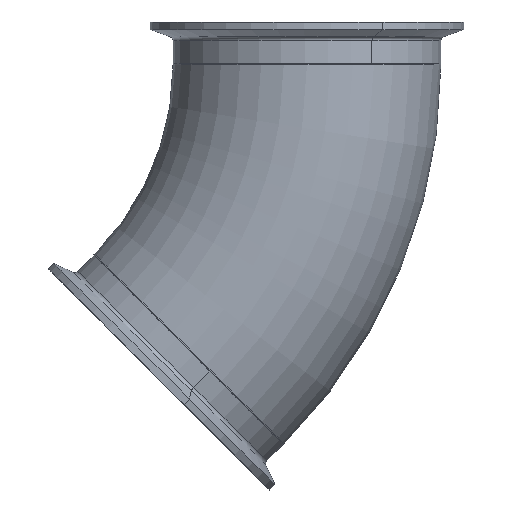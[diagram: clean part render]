
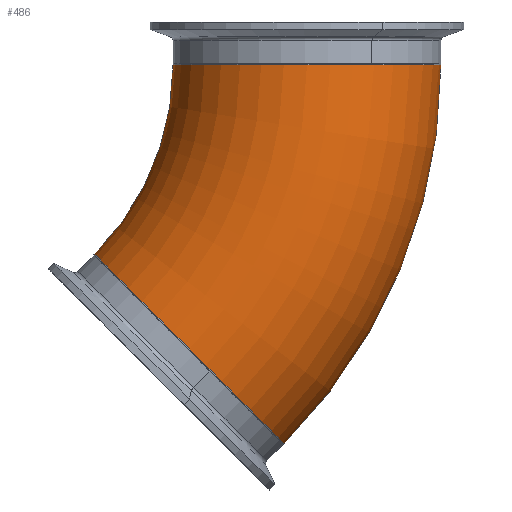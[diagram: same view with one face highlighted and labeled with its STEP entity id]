
A CAD part, front view. The second image highlights one B-rep face of the part: STEP entity #486.
In plain terms, the highlighted toroidal (fillet/blend) face has major radius 152.4 mm and minor radius 50.8 mm.
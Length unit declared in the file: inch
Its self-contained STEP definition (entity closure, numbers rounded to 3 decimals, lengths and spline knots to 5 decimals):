
#3 = DIRECTION ( 'NONE',  ( 0., -1., 0. ) ) ;
#102 = CIRCLE ( 'NONE', #597, 8. ) ;
#125 = CARTESIAN_POINT ( 'NONE',  ( 2.82843, 0., -2.82843 ) ) ;
#128 = CARTESIAN_POINT ( 'NONE',  ( 8., 0., 0. ) ) ;
#133 = DIRECTION ( 'NONE',  ( 1., 0., 0. ) ) ;
#141 = AXIS2_PLACEMENT_3D ( 'NONE', #947, #673, #382 ) ;
#146 = AXIS2_PLACEMENT_3D ( 'NONE', #202, #482, #212 ) ;
#181 = DIRECTION ( 'NONE',  ( 1., 0., 0. ) ) ;
#202 = CARTESIAN_POINT ( 'NONE',  ( 0., 0., 0. ) ) ;
#212 = DIRECTION ( 'NONE',  ( 1., 0., 0. ) ) ;
#221 = CIRCLE ( 'NONE', #146, 4. ) ;
#253 = ORIENTED_EDGE ( 'NONE', *, *, #989, .F. ) ;
#335 = AXIS2_PLACEMENT_3D ( 'NONE', #1063, #417, #133 ) ;
#368 = VERTEX_POINT ( 'NONE', #1131 ) ;
#376 = CARTESIAN_POINT ( 'NONE',  ( 0., 0., 0. ) ) ;
#382 = DIRECTION ( 'NONE',  ( -0.707, 0., 0.707 ) ) ;
#417 = DIRECTION ( 'NONE',  ( 0., 0., 1. ) ) ;
#482 = DIRECTION ( 'NONE',  ( 0., -1., 0. ) ) ;
#486 = ADVANCED_FACE ( 'NONE', ( #721 ), #851, .T. ) ;
#501 = CARTESIAN_POINT ( 'NONE',  ( 4., 0., 0. ) ) ;
#507 = CARTESIAN_POINT ( 'NONE',  ( 0., 0., 0. ) ) ;
#597 = AXIS2_PLACEMENT_3D ( 'NONE', #507, #1066, #888 ) ;
#616 = EDGE_CURVE ( 'NONE', #368, #1116, #102, .T. ) ;
#673 = DIRECTION ( 'NONE',  ( -0.707, 0., -0.707 ) ) ;
#721 = FACE_OUTER_BOUND ( 'NONE', #889, .T. ) ;
#748 = ORIENTED_EDGE ( 'NONE', *, *, #923, .F. ) ;
#755 = EDGE_CURVE ( 'NONE', #1011, #977, #221, .T. ) ;
#851 = TOROIDAL_SURFACE ( 'NONE', #1061, 6., 2. ) ;
#888 = DIRECTION ( 'NONE',  ( 1., 0., 0. ) ) ;
#889 = EDGE_LOOP ( 'NONE', ( #748, #895, #253, #1190 ) ) ;
#895 = ORIENTED_EDGE ( 'NONE', *, *, #616, .T. ) ;
#902 = CIRCLE ( 'NONE', #141, 2. ) ;
#923 = EDGE_CURVE ( 'NONE', #368, #1011, #902, .T. ) ;
#947 = CARTESIAN_POINT ( 'NONE',  ( 4.24264, 0., -4.24264 ) ) ;
#977 = VERTEX_POINT ( 'NONE', #501 ) ;
#989 = EDGE_CURVE ( 'NONE', #977, #1116, #1167, .T. ) ;
#1011 = VERTEX_POINT ( 'NONE', #125 ) ;
#1061 = AXIS2_PLACEMENT_3D ( 'NONE', #376, #3, #181 ) ;
#1063 = CARTESIAN_POINT ( 'NONE',  ( 6., 0., 0. ) ) ;
#1066 = DIRECTION ( 'NONE',  ( 0., -1., 0. ) ) ;
#1116 = VERTEX_POINT ( 'NONE', #128 ) ;
#1131 = CARTESIAN_POINT ( 'NONE',  ( 5.65685, 0., -5.65685 ) ) ;
#1167 = CIRCLE ( 'NONE', #335, 2. ) ;
#1190 = ORIENTED_EDGE ( 'NONE', *, *, #755, .F. ) ;
